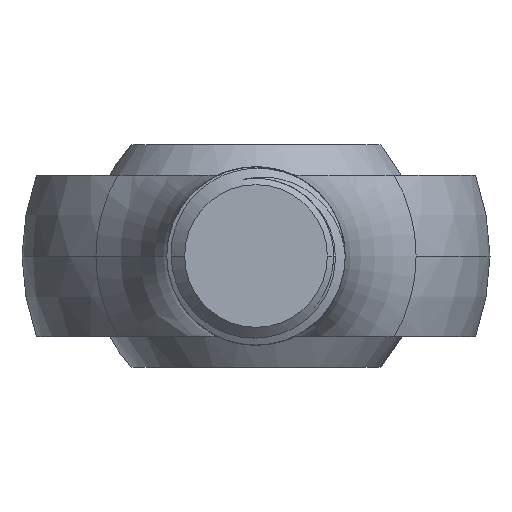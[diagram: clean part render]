
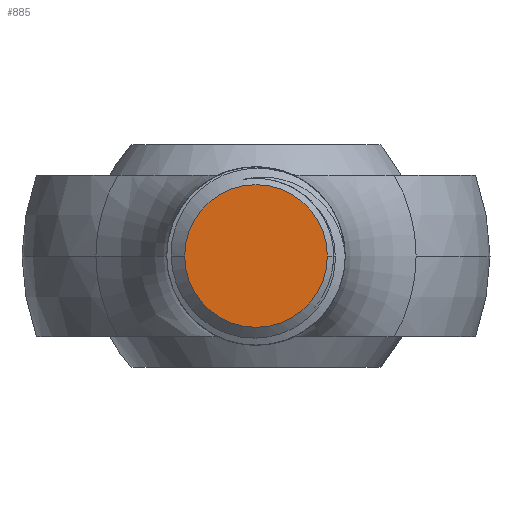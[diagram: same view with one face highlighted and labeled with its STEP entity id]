
A CAD part, front view. The second image highlights one B-rep face of the part: STEP entity #885.
In plain terms, the highlighted planar face has unit normal (0, -1, 0).
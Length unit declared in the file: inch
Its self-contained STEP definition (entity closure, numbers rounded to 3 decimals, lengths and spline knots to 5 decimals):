
#91 = DIRECTION ( 'NONE',  ( -1., 0., 0. ) ) ;
#320 = CARTESIAN_POINT ( 'NONE',  ( -0.2, -1.5, 0. ) ) ;
#425 = EDGE_LOOP ( 'NONE', ( #3313, #5633 ) ) ;
#583 = CARTESIAN_POINT ( 'NONE',  ( 0.2, -1.5, 0. ) ) ;
#745 = FACE_OUTER_BOUND ( 'NONE', #425, .T. ) ;
#885 = ADVANCED_FACE ( 'NONE', ( #745 ), #4643, .F. ) ;
#969 = DIRECTION ( 'NONE',  ( -1., 0., 0. ) ) ;
#1104 = CARTESIAN_POINT ( 'NONE',  ( 0., -1.5, 0. ) ) ;
#2089 = CIRCLE ( 'NONE', #3203, 0.2 ) ;
#2242 = VERTEX_POINT ( 'NONE', #320 ) ;
#2534 = EDGE_CURVE ( 'NONE', #2242, #6981, #4715, .T. ) ;
#3203 = AXIS2_PLACEMENT_3D ( 'NONE', #6613, #3659, #91 ) ;
#3251 = AXIS2_PLACEMENT_3D ( 'NONE', #5665, #3299, #969 ) ;
#3299 = DIRECTION ( 'NONE',  ( 0., -1., 0. ) ) ;
#3313 = ORIENTED_EDGE ( 'NONE', *, *, #2534, .T. ) ;
#3344 = AXIS2_PLACEMENT_3D ( 'NONE', #1104, #5875, #5218 ) ;
#3659 = DIRECTION ( 'NONE',  ( 0., -1., 0. ) ) ;
#3748 = EDGE_CURVE ( 'NONE', #6981, #2242, #2089, .T. ) ;
#4643 = PLANE ( 'NONE',  #3344 ) ;
#4715 = CIRCLE ( 'NONE', #3251, 0.2 ) ;
#5218 = DIRECTION ( 'NONE',  ( -1., 0., 0. ) ) ;
#5633 = ORIENTED_EDGE ( 'NONE', *, *, #3748, .T. ) ;
#5665 = CARTESIAN_POINT ( 'NONE',  ( 0., -1.5, 0. ) ) ;
#5875 = DIRECTION ( 'NONE',  ( 0., 1., 0. ) ) ;
#6613 = CARTESIAN_POINT ( 'NONE',  ( 0., -1.5, 0. ) ) ;
#6981 = VERTEX_POINT ( 'NONE', #583 ) ;
